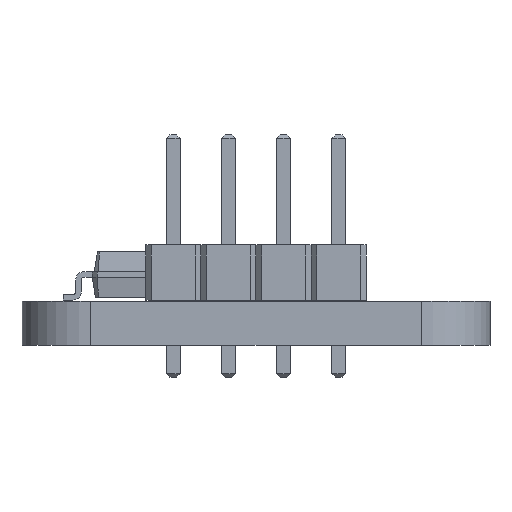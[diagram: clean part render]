
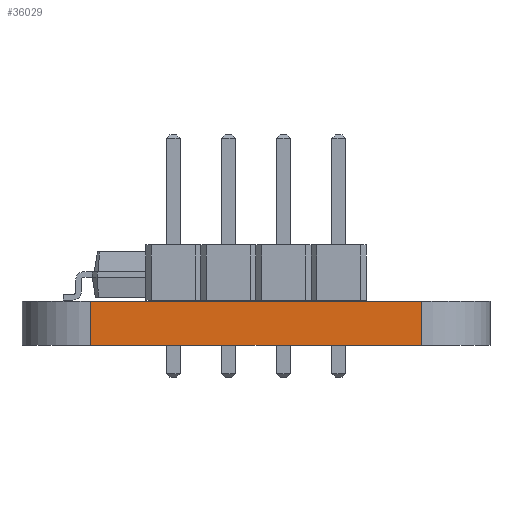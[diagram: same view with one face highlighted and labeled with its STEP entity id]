
A CAD part, left-side view. The second image highlights one B-rep face of the part: STEP entity #36029.
In plain terms, the highlighted planar face has unit normal (-1, 0, 0).
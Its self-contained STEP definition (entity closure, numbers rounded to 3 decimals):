
#36029 = ADVANCED_FACE('',(#36030),#36044,.F.);
#36030 = FACE_BOUND('',#36031,.F.);
#36031 = EDGE_LOOP('',(#36032,#36067,#36095,#36123));
#36032 = ORIENTED_EDGE('',*,*,#36033,.T.);
#36033 = EDGE_CURVE('',#36034,#36036,#36038,.T.);
#36034 = VERTEX_POINT('',#36035);
#36035 = CARTESIAN_POINT('',(149.5,-59.,0.));
#36036 = VERTEX_POINT('',#36037);
#36037 = CARTESIAN_POINT('',(149.5,-59.,1.6));
#36038 = SURFACE_CURVE('',#36039,(#36043,#36055),.PCURVE_S1.);
#36039 = LINE('',#36040,#36041);
#36040 = CARTESIAN_POINT('',(149.5,-59.,0.));
#36041 = VECTOR('',#36042,1.);
#36042 = DIRECTION('',(0.,0.,1.));
#36043 = PCURVE('',#36044,#36049);
#36044 = PLANE('',#36045);
#36045 = AXIS2_PLACEMENT_3D('',#36046,#36047,#36048);
#36046 = CARTESIAN_POINT('',(149.5,-59.,0.));
#36047 = DIRECTION('',(1.,0.,0.));
#36048 = DIRECTION('',(0.,-1.,0.));
#36049 = DEFINITIONAL_REPRESENTATION('',(#36050),#36054);
#36050 = LINE('',#36051,#36052);
#36051 = CARTESIAN_POINT('',(0.,0.));
#36052 = VECTOR('',#36053,1.);
#36053 = DIRECTION('',(0.,-1.));
#36054 = ( GEOMETRIC_REPRESENTATION_CONTEXT(2) 
PARAMETRIC_REPRESENTATION_CONTEXT() REPRESENTATION_CONTEXT('2D SPACE',''
  ) );
#36055 = PCURVE('',#36056,#36061);
#36056 = CYLINDRICAL_SURFACE('',#36057,2.5);
#36057 = AXIS2_PLACEMENT_3D('',#36058,#36059,#36060);
#36058 = CARTESIAN_POINT('',(152.,-59.,0.));
#36059 = DIRECTION('',(0.,0.,-1.));
#36060 = DIRECTION('',(1.,0.,0.));
#36061 = DEFINITIONAL_REPRESENTATION('',(#36062),#36066);
#36062 = LINE('',#36063,#36064);
#36063 = CARTESIAN_POINT('',(-3.142,0.));
#36064 = VECTOR('',#36065,1.);
#36065 = DIRECTION('',(0.,-1.));
#36066 = ( GEOMETRIC_REPRESENTATION_CONTEXT(2) 
PARAMETRIC_REPRESENTATION_CONTEXT() REPRESENTATION_CONTEXT('2D SPACE',''
  ) );
#36067 = ORIENTED_EDGE('',*,*,#36068,.T.);
#36068 = EDGE_CURVE('',#36036,#36069,#36071,.T.);
#36069 = VERTEX_POINT('',#36070);
#36070 = CARTESIAN_POINT('',(149.5,-71.,1.6));
#36071 = SURFACE_CURVE('',#36072,(#36076,#36083),.PCURVE_S1.);
#36072 = LINE('',#36073,#36074);
#36073 = CARTESIAN_POINT('',(149.5,-59.,1.6));
#36074 = VECTOR('',#36075,1.);
#36075 = DIRECTION('',(0.,-1.,0.));
#36076 = PCURVE('',#36044,#36077);
#36077 = DEFINITIONAL_REPRESENTATION('',(#36078),#36082);
#36078 = LINE('',#36079,#36080);
#36079 = CARTESIAN_POINT('',(0.,-1.6));
#36080 = VECTOR('',#36081,1.);
#36081 = DIRECTION('',(1.,0.));
#36082 = ( GEOMETRIC_REPRESENTATION_CONTEXT(2) 
PARAMETRIC_REPRESENTATION_CONTEXT() REPRESENTATION_CONTEXT('2D SPACE',''
  ) );
#36083 = PCURVE('',#36084,#36089);
#36084 = PLANE('',#36085);
#36085 = AXIS2_PLACEMENT_3D('',#36086,#36087,#36088);
#36086 = CARTESIAN_POINT('',(149.5,-59.,1.6));
#36087 = DIRECTION('',(0.,0.,-1.));
#36088 = DIRECTION('',(-1.,0.,0.));
#36089 = DEFINITIONAL_REPRESENTATION('',(#36090),#36094);
#36090 = LINE('',#36091,#36092);
#36091 = CARTESIAN_POINT('',(0.,0.));
#36092 = VECTOR('',#36093,1.);
#36093 = DIRECTION('',(0.,-1.));
#36094 = ( GEOMETRIC_REPRESENTATION_CONTEXT(2) 
PARAMETRIC_REPRESENTATION_CONTEXT() REPRESENTATION_CONTEXT('2D SPACE',''
  ) );
#36095 = ORIENTED_EDGE('',*,*,#36096,.F.);
#36096 = EDGE_CURVE('',#36097,#36069,#36099,.T.);
#36097 = VERTEX_POINT('',#36098);
#36098 = CARTESIAN_POINT('',(149.5,-71.,0.));
#36099 = SURFACE_CURVE('',#36100,(#36104,#36111),.PCURVE_S1.);
#36100 = LINE('',#36101,#36102);
#36101 = CARTESIAN_POINT('',(149.5,-71.,0.));
#36102 = VECTOR('',#36103,1.);
#36103 = DIRECTION('',(0.,0.,1.));
#36104 = PCURVE('',#36044,#36105);
#36105 = DEFINITIONAL_REPRESENTATION('',(#36106),#36110);
#36106 = LINE('',#36107,#36108);
#36107 = CARTESIAN_POINT('',(12.,0.));
#36108 = VECTOR('',#36109,1.);
#36109 = DIRECTION('',(0.,-1.));
#36110 = ( GEOMETRIC_REPRESENTATION_CONTEXT(2) 
PARAMETRIC_REPRESENTATION_CONTEXT() REPRESENTATION_CONTEXT('2D SPACE',''
  ) );
#36111 = PCURVE('',#36112,#36117);
#36112 = CYLINDRICAL_SURFACE('',#36113,2.5);
#36113 = AXIS2_PLACEMENT_3D('',#36114,#36115,#36116);
#36114 = CARTESIAN_POINT('',(152.,-71.,0.));
#36115 = DIRECTION('',(0.,0.,-1.));
#36116 = DIRECTION('',(1.,0.,0.));
#36117 = DEFINITIONAL_REPRESENTATION('',(#36118),#36122);
#36118 = LINE('',#36119,#36120);
#36119 = CARTESIAN_POINT('',(-3.142,0.));
#36120 = VECTOR('',#36121,1.);
#36121 = DIRECTION('',(0.,-1.));
#36122 = ( GEOMETRIC_REPRESENTATION_CONTEXT(2) 
PARAMETRIC_REPRESENTATION_CONTEXT() REPRESENTATION_CONTEXT('2D SPACE',''
  ) );
#36123 = ORIENTED_EDGE('',*,*,#36124,.F.);
#36124 = EDGE_CURVE('',#36034,#36097,#36125,.T.);
#36125 = SURFACE_CURVE('',#36126,(#36130,#36137),.PCURVE_S1.);
#36126 = LINE('',#36127,#36128);
#36127 = CARTESIAN_POINT('',(149.5,-59.,0.));
#36128 = VECTOR('',#36129,1.);
#36129 = DIRECTION('',(0.,-1.,0.));
#36130 = PCURVE('',#36044,#36131);
#36131 = DEFINITIONAL_REPRESENTATION('',(#36132),#36136);
#36132 = LINE('',#36133,#36134);
#36133 = CARTESIAN_POINT('',(0.,0.));
#36134 = VECTOR('',#36135,1.);
#36135 = DIRECTION('',(1.,0.));
#36136 = ( GEOMETRIC_REPRESENTATION_CONTEXT(2) 
PARAMETRIC_REPRESENTATION_CONTEXT() REPRESENTATION_CONTEXT('2D SPACE',''
  ) );
#36137 = PCURVE('',#36138,#36143);
#36138 = PLANE('',#36139);
#36139 = AXIS2_PLACEMENT_3D('',#36140,#36141,#36142);
#36140 = CARTESIAN_POINT('',(149.5,-59.,0.));
#36141 = DIRECTION('',(0.,0.,-1.));
#36142 = DIRECTION('',(-1.,0.,0.));
#36143 = DEFINITIONAL_REPRESENTATION('',(#36144),#36148);
#36144 = LINE('',#36145,#36146);
#36145 = CARTESIAN_POINT('',(0.,0.));
#36146 = VECTOR('',#36147,1.);
#36147 = DIRECTION('',(0.,-1.));
#36148 = ( GEOMETRIC_REPRESENTATION_CONTEXT(2) 
PARAMETRIC_REPRESENTATION_CONTEXT() REPRESENTATION_CONTEXT('2D SPACE',''
  ) );
